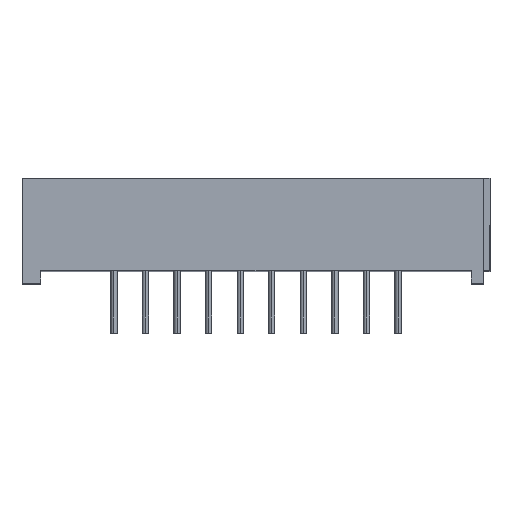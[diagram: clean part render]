
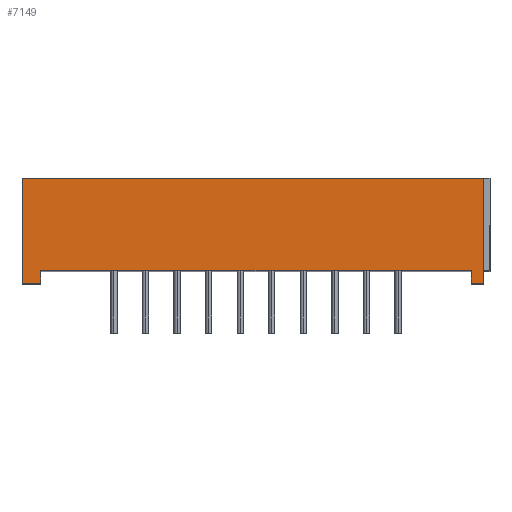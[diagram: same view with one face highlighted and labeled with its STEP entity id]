
A CAD part, top view. The second image highlights one B-rep face of the part: STEP entity #7149.
In plain terms, the highlighted planar face has unit normal (0, 0, 1).
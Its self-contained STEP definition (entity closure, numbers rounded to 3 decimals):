
#1220 = VERTEX_POINT ( 'NONE', #20032 ) ;
#1245 = EDGE_CURVE ( 'NONE', #1275, #1220, #20093, .T. ) ;
#1275 = VERTEX_POINT ( 'NONE', #20089 ) ;
#6017 = EDGE_LOOP ( 'NONE', ( #7135, #7136, #7138, #7127, #7122, #17011, #17118, #7152 ) ) ;
#6373 = VERTEX_POINT ( 'NONE', #20253 ) ;
#7122 = ORIENTED_EDGE ( 'NONE', *, *, #17120, .T. ) ;
#7124 = VERTEX_POINT ( 'NONE', #20276 ) ;
#7126 = VERTEX_POINT ( 'NONE', #20275 ) ;
#7127 = ORIENTED_EDGE ( 'NONE', *, *, #7128, .F. ) ;
#7128 = EDGE_CURVE ( 'NONE', #7124, #7126, #20273, .T. ) ;
#7135 = ORIENTED_EDGE ( 'NONE', *, *, #25643, .T. ) ;
#7136 = ORIENTED_EDGE ( 'NONE', *, *, #17020, .T. ) ;
#7138 = ORIENTED_EDGE ( 'NONE', *, *, #7139, .T. ) ;
#7139 = EDGE_CURVE ( 'NONE', #15533, #7126, #20317, .T. ) ;
#7149 = ADVANCED_FACE ( 'NONE', ( #20294 ), #20336, .F. ) ;
#7152 = ORIENTED_EDGE ( 'NONE', *, *, #7153, .F. ) ;
#7153 = EDGE_CURVE ( 'NONE', #25709, #6373, #20335, .T. ) ;
#8837 = CARTESIAN_POINT ( 'NONE',  ( 18.325, 4.225, 26.5 ) ) ;
#10892 = DIRECTION ( 'NONE',  ( 0., 1., 0. ) ) ;
#10893 = VECTOR ( 'NONE', #10892, 1000. ) ;
#10894 = CARTESIAN_POINT ( 'NONE',  ( 18.325, -8.225, 26.5 ) ) ;
#10895 = LINE ( 'NONE', #10894, #10893 ) ;
#11052 = CARTESIAN_POINT ( 'NONE',  ( 18.325, -4.225, 26.5 ) ) ;
#15533 = VERTEX_POINT ( 'NONE', #21930 ) ;
#17011 = ORIENTED_EDGE ( 'NONE', *, *, #1245, .T. ) ;
#17020 = EDGE_CURVE ( 'NONE', #20239, #15533, #21985, .T. ) ;
#17118 = ORIENTED_EDGE ( 'NONE', *, *, #17119, .T. ) ;
#17119 = EDGE_CURVE ( 'NONE', #1220, #6373, #22215, .T. ) ;
#17120 = EDGE_CURVE ( 'NONE', #7124, #1275, #22211, .T. ) ;
#20032 = CARTESIAN_POINT ( 'NONE',  ( 17.325, -3.225, 26.5 ) ) ;
#20089 = CARTESIAN_POINT ( 'NONE',  ( -17.325, -3.225, 26.5 ) ) ;
#20090 = DIRECTION ( 'NONE',  ( 1., 0., 0. ) ) ;
#20091 = VECTOR ( 'NONE', #20090, 1000. ) ;
#20092 = CARTESIAN_POINT ( 'NONE',  ( 0., -3.225, 26.5 ) ) ;
#20093 = LINE ( 'NONE', #20092, #20091 ) ;
#20239 = VERTEX_POINT ( 'NONE', #8837 ) ;
#20253 = CARTESIAN_POINT ( 'NONE',  ( 17.325, -4.225, 26.5 ) ) ;
#20270 = DIRECTION ( 'NONE',  ( -1., 0., 0. ) ) ;
#20271 = VECTOR ( 'NONE', #20270, 1000. ) ;
#20272 = CARTESIAN_POINT ( 'NONE',  ( 18.825, -4.225, 26.5 ) ) ;
#20273 = LINE ( 'NONE', #20272, #20271 ) ;
#20275 = CARTESIAN_POINT ( 'NONE',  ( -18.825, -4.225, 26.5 ) ) ;
#20276 = CARTESIAN_POINT ( 'NONE',  ( -17.325, -4.225, 26.5 ) ) ;
#20294 = FACE_OUTER_BOUND ( 'NONE', #6017, .T. ) ;
#20310 = DIRECTION ( 'NONE',  ( 0., -1., 0. ) ) ;
#20311 = VECTOR ( 'NONE', #20310, 1000. ) ;
#20312 = CARTESIAN_POINT ( 'NONE',  ( -18.825, 0., 26.5 ) ) ;
#20317 = LINE ( 'NONE', #20312, #20311 ) ;
#20328 = DIRECTION ( 'NONE',  ( -1., 0., 0. ) ) ;
#20329 = VECTOR ( 'NONE', #20328, 1000. ) ;
#20330 = CARTESIAN_POINT ( 'NONE',  ( 18.825, -4.225, 26.5 ) ) ;
#20331 = DIRECTION ( 'NONE',  ( -1., 0., 0. ) ) ;
#20332 = DIRECTION ( 'NONE',  ( 0., 0., -1. ) ) ;
#20333 = CARTESIAN_POINT ( 'NONE',  ( 18.825, 0., 26.5 ) ) ;
#20334 = AXIS2_PLACEMENT_3D ( 'NONE', #20333, #20332, #20331 ) ;
#20335 = LINE ( 'NONE', #20330, #20329 ) ;
#20336 = PLANE ( 'NONE',  #20334 ) ;
#21930 = CARTESIAN_POINT ( 'NONE',  ( -18.825, 4.225, 26.5 ) ) ;
#21983 = VECTOR ( 'NONE', #22030, 1000. ) ;
#21984 = CARTESIAN_POINT ( 'NONE',  ( 18.825, 4.225, 26.5 ) ) ;
#21985 = LINE ( 'NONE', #21984, #21983 ) ;
#22030 = DIRECTION ( 'NONE',  ( -1., 0., 0. ) ) ;
#22207 = DIRECTION ( 'NONE',  ( 0., 1., 0. ) ) ;
#22208 = VECTOR ( 'NONE', #22207, 1000. ) ;
#22209 = CARTESIAN_POINT ( 'NONE',  ( -17.325, -30.155, 26.5 ) ) ;
#22211 = LINE ( 'NONE', #22209, #22208 ) ;
#22212 = DIRECTION ( 'NONE',  ( 0., -1., 0. ) ) ;
#22213 = VECTOR ( 'NONE', #22212, 1000. ) ;
#22214 = CARTESIAN_POINT ( 'NONE',  ( 17.325, -30.155, 26.5 ) ) ;
#22215 = LINE ( 'NONE', #22214, #22213 ) ;
#25643 = EDGE_CURVE ( 'NONE', #25709, #20239, #10895, .T. ) ;
#25709 = VERTEX_POINT ( 'NONE', #11052 ) ;
